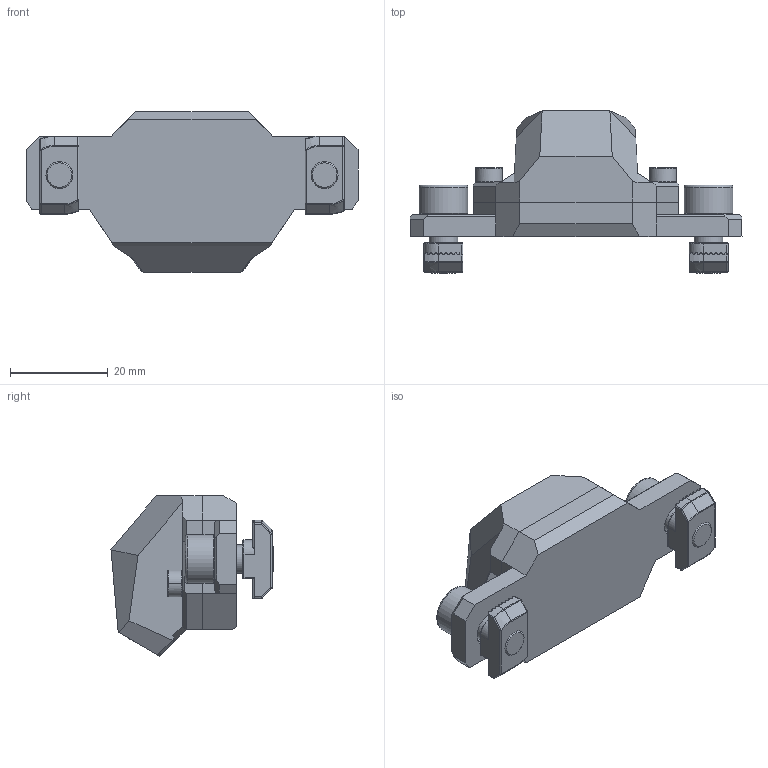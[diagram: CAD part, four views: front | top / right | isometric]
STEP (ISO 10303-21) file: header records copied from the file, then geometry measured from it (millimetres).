
FILE_DESCRIPTION(('STEP AP214'),'1');
FILE_NAME('3DO usb cam Ratrig.stp','2023-10-02T08:57:12',('Dje'),('None'),'Spatial InterOp 3D','CimatronE 16.0',' ');
FILE_SCHEMA(('AUTOMOTIVE_DESIGN'));
Length unit declared in the file: millimetre
Products named in the file (1): 334063
Bounding box: 68 x 33.19 x 32.86 mm (x, y, z)
Volume: 13274.8 mm3; surface area: 14669.7 mm2
Topology: 15 solids, 15 shells, 602 faces, 1491 edges, 955 vertices
Faces by surface type: plane 377, cylinder 138, cone 31, bspline 20, sphere 20, torus 16
Full cylindrical faces by diameter (mm): 2 x4, 2.8 x2, 3 x2, 3.3 x4, 3.9 x2, 4 x2, 4.15 x2, 4.3 x2, 4.6 x4, 5.035 x2, 5.25 x1, 5.884 x2, 6.5 x3, 10 x2
Entity records: 37050 total; most frequent: CARTESIAN_POINT 10904, DIRECTION 2855, ORIENTED_EDGE 2832, STYLED_ITEM 2033, PRESENTATION_STYLE_ASSIGNMENT 2033, COLOUR_RGB 2033, EDGE_CURVE 1416, CURVE_STYLE 1416
